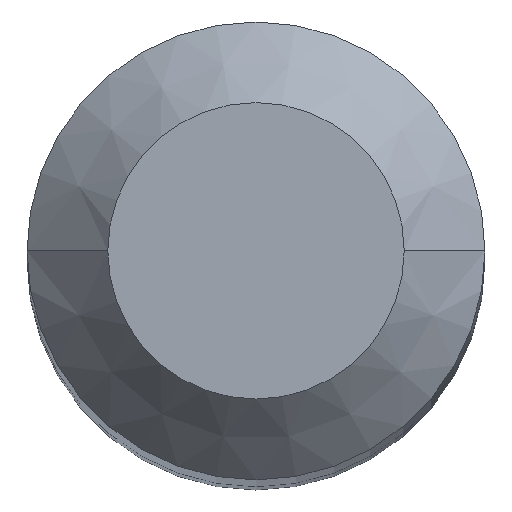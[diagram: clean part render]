
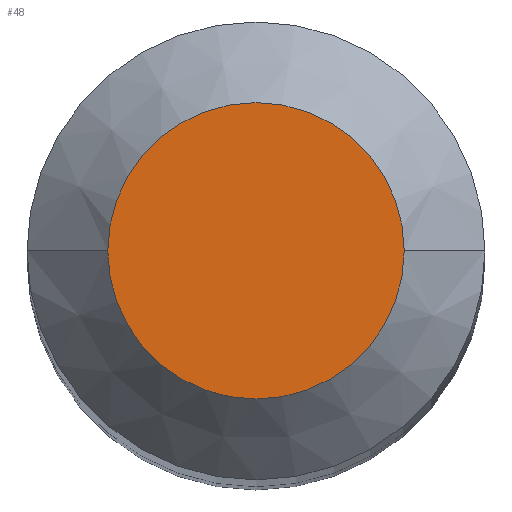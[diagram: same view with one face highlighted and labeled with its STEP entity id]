
A CAD part, top view. The second image highlights one B-rep face of the part: STEP entity #48.
In plain terms, the highlighted planar face has unit normal (0, 0, 1).
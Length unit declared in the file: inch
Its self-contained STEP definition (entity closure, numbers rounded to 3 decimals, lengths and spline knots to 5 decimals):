
#27 = CARTESIAN_POINT ( 'NONE',  ( 0., 0., 0. ) ) ;
#44 = AXIS2_PLACEMENT_3D ( 'NONE', #207, #117, #164 ) ;
#48 = ADVANCED_FACE ( 'NONE', ( #140 ), #145, .F. ) ;
#70 = CIRCLE ( 'NONE', #338, 0.05735 ) ;
#77 = CARTESIAN_POINT ( 'NONE',  ( 0., 0., 0. ) ) ;
#78 = AXIS2_PLACEMENT_3D ( 'NONE', #77, #115, #84 ) ;
#84 = DIRECTION ( 'NONE',  ( -1., 0., 0. ) ) ;
#91 = EDGE_CURVE ( 'NONE', #239, #307, #348, .T. ) ;
#115 = DIRECTION ( 'NONE',  ( 0., 0., -1. ) ) ;
#117 = DIRECTION ( 'NONE',  ( 0., 0., 1. ) ) ;
#140 = FACE_OUTER_BOUND ( 'NONE', #225, .T. ) ;
#141 = ORIENTED_EDGE ( 'NONE', *, *, #91, .T. ) ;
#145 = PLANE ( 'NONE',  #78 ) ;
#164 = DIRECTION ( 'NONE',  ( 1., 0., 0. ) ) ;
#207 = CARTESIAN_POINT ( 'NONE',  ( 0., 0., 0. ) ) ;
#211 = CARTESIAN_POINT ( 'NONE',  ( -0.05735, 0., 0. ) ) ;
#225 = EDGE_LOOP ( 'NONE', ( #141, #266 ) ) ;
#239 = VERTEX_POINT ( 'NONE', #211 ) ;
#266 = ORIENTED_EDGE ( 'NONE', *, *, #310, .T. ) ;
#276 = DIRECTION ( 'NONE',  ( 0., 0., 1. ) ) ;
#307 = VERTEX_POINT ( 'NONE', #331 ) ;
#310 = EDGE_CURVE ( 'NONE', #307, #239, #70, .T. ) ;
#331 = CARTESIAN_POINT ( 'NONE',  ( 0.05735, 0., 0. ) ) ;
#338 = AXIS2_PLACEMENT_3D ( 'NONE', #27, #276, #362 ) ;
#348 = CIRCLE ( 'NONE', #44, 0.05735 ) ;
#362 = DIRECTION ( 'NONE',  ( 1., 0., 0. ) ) ;
